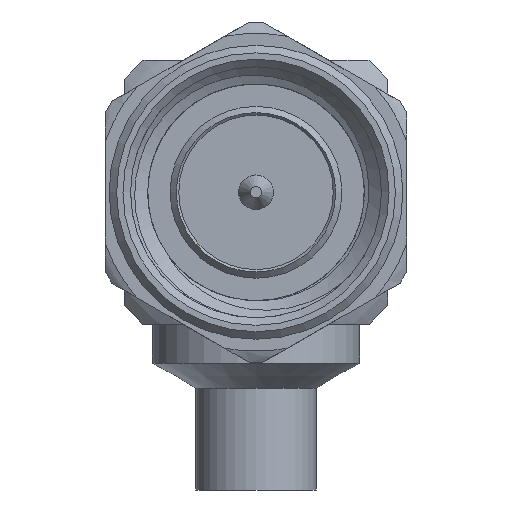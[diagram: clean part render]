
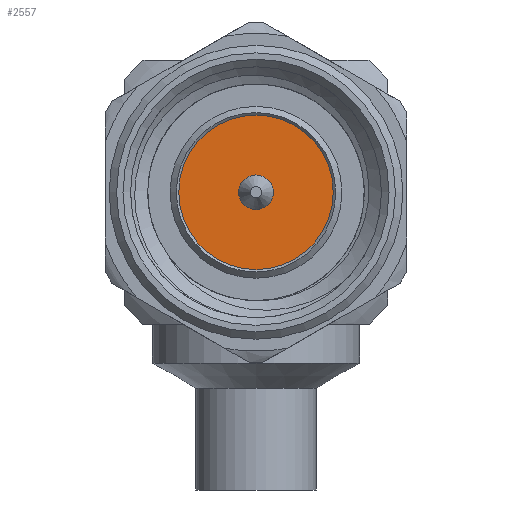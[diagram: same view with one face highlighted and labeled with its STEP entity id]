
A CAD part, left-side view. The second image highlights one B-rep face of the part: STEP entity #2557.
In plain terms, the highlighted planar face has unit normal (-1, 0, 0).
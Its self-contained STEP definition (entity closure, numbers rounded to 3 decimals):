
#234=PLANE('',#2745);
#860=ORIENTED_EDGE('',*,*,#1124,.T.);
#861=ORIENTED_EDGE('',*,*,#1122,.F.);
#1122=EDGE_CURVE('',#1308,#1308,#1382,.F.);
#1124=EDGE_CURVE('',#1310,#1310,#1384,.F.);
#1308=VERTEX_POINT('',#6546);
#1310=VERTEX_POINT('',#6553);
#1382=CIRCLE('',#2741,0.46);
#1384=CIRCLE('',#2746,2.05);
#1550=EDGE_LOOP('',(#860));
#1551=EDGE_LOOP('',(#861));
#1723=FACE_BOUND('',#1550,.T.);
#1724=FACE_BOUND('',#1551,.T.);
#2557=ADVANCED_FACE('',(#1723,#1724),#234,.T.);
#2741=AXIS2_PLACEMENT_3D('',#6545,#3157,#3158);
#2745=AXIS2_PLACEMENT_3D('',#6551,#3165,#3166);
#2746=AXIS2_PLACEMENT_3D('',#6552,#3167,#3168);
#3157=DIRECTION('',(1.,0.,0.));
#3158=DIRECTION('',(0.,1.,0.));
#3165=DIRECTION('',(-1.,0.,0.));
#3166=DIRECTION('',(0.,0.,1.));
#3167=DIRECTION('',(1.,0.,0.));
#3168=DIRECTION('',(0.,1.,0.));
#6545=CARTESIAN_POINT('',(-10.2,0.,3.5));
#6546=CARTESIAN_POINT('',(-10.2,0.46,3.5));
#6551=CARTESIAN_POINT('',(-10.2,0.,3.5));
#6552=CARTESIAN_POINT('',(-10.2,0.,3.5));
#6553=CARTESIAN_POINT('',(-10.2,2.05,3.5));
